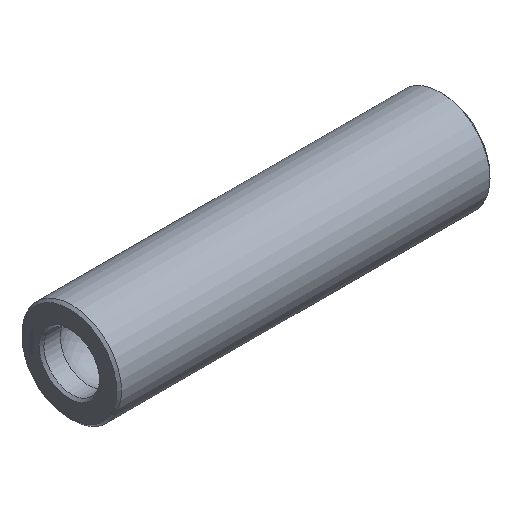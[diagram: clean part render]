
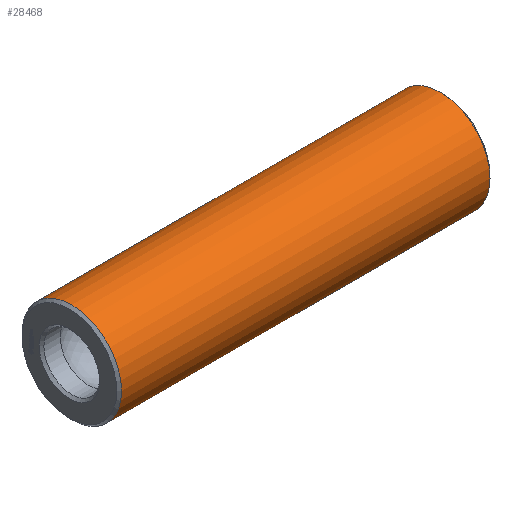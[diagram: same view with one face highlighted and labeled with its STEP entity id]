
A CAD part, isometric view. The second image highlights one B-rep face of the part: STEP entity #28468.
In plain terms, the highlighted cylindrical face has radius 6.25 mm (diameter 12.5 mm), a full revolution.
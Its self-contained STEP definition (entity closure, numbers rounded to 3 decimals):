
#237 = CONICAL_SURFACE('',#238,6.25,0.785);
#238 = AXIS2_PLACEMENT_3D('',#239,#240,#241);
#239 = CARTESIAN_POINT('',(0.3,0.,0.));
#240 = DIRECTION('',(1.,0.,0.));
#241 = DIRECTION('',(0.,0.,1.));
#10651 = VERTEX_POINT('',#10652);
#10652 = CARTESIAN_POINT('',(0.3,0.,6.25));
#10675 = EDGE_CURVE('',#10651,#10651,#10676,.T.);
#10676 = SURFACE_CURVE('',#10677,(#10682,#10689),.PCURVE_S1.);
#10677 = CIRCLE('',#10678,6.25);
#10678 = AXIS2_PLACEMENT_3D('',#10679,#10680,#10681);
#10679 = CARTESIAN_POINT('',(0.3,0.,0.));
#10680 = DIRECTION('',(1.,0.,0.));
#10681 = DIRECTION('',(0.,0.,1.));
#10682 = PCURVE('',#237,#10683);
#10683 = DEFINITIONAL_REPRESENTATION('',(#10684),#10688);
#10684 = LINE('',#10685,#10686);
#10685 = CARTESIAN_POINT('',(0.,0.));
#10686 = VECTOR('',#10687,1.);
#10687 = DIRECTION('',(1.,0.));
#10688 = ( GEOMETRIC_REPRESENTATION_CONTEXT(2) 
PARAMETRIC_REPRESENTATION_CONTEXT() REPRESENTATION_CONTEXT('2D SPACE',''
  ) );
#10689 = PCURVE('',#10690,#10695);
#10690 = CYLINDRICAL_SURFACE('',#10691,6.25);
#10691 = AXIS2_PLACEMENT_3D('',#10692,#10693,#10694);
#10692 = CARTESIAN_POINT('',(0.,0.,0.));
#10693 = DIRECTION('',(1.,0.,0.));
#10694 = DIRECTION('',(0.,0.,1.));
#10695 = DEFINITIONAL_REPRESENTATION('',(#10696),#10700);
#10696 = LINE('',#10697,#10698);
#10697 = CARTESIAN_POINT('',(0.,0.3));
#10698 = VECTOR('',#10699,1.);
#10699 = DIRECTION('',(1.,0.));
#10700 = ( GEOMETRIC_REPRESENTATION_CONTEXT(2) 
PARAMETRIC_REPRESENTATION_CONTEXT() REPRESENTATION_CONTEXT('2D SPACE',''
  ) );
#28468 = ADVANCED_FACE('',(#28469),#10690,.T.);
#28469 = FACE_BOUND('',#28470,.T.);
#28470 = EDGE_LOOP('',(#28471,#28494,#28495,#28496));
#28471 = ORIENTED_EDGE('',*,*,#28472,.F.);
#28472 = EDGE_CURVE('',#10651,#28473,#28475,.T.);
#28473 = VERTEX_POINT('',#28474);
#28474 = CARTESIAN_POINT('',(46.575,0.,6.25));
#28475 = SEAM_CURVE('',#28476,(#28480,#28487),.PCURVE_S1.);
#28476 = LINE('',#28477,#28478);
#28477 = CARTESIAN_POINT('',(0.,0.,6.25));
#28478 = VECTOR('',#28479,1.);
#28479 = DIRECTION('',(1.,0.,0.));
#28480 = PCURVE('',#10690,#28481);
#28481 = DEFINITIONAL_REPRESENTATION('',(#28482),#28486);
#28482 = LINE('',#28483,#28484);
#28483 = CARTESIAN_POINT('',(0.,0.));
#28484 = VECTOR('',#28485,1.);
#28485 = DIRECTION('',(0.,1.));
#28486 = ( GEOMETRIC_REPRESENTATION_CONTEXT(2) 
PARAMETRIC_REPRESENTATION_CONTEXT() REPRESENTATION_CONTEXT('2D SPACE',''
  ) );
#28487 = PCURVE('',#10690,#28488);
#28488 = DEFINITIONAL_REPRESENTATION('',(#28489),#28493);
#28489 = LINE('',#28490,#28491);
#28490 = CARTESIAN_POINT('',(6.283,0.));
#28491 = VECTOR('',#28492,1.);
#28492 = DIRECTION('',(0.,1.));
#28493 = ( GEOMETRIC_REPRESENTATION_CONTEXT(2) 
PARAMETRIC_REPRESENTATION_CONTEXT() REPRESENTATION_CONTEXT('2D SPACE',''
  ) );
#28494 = ORIENTED_EDGE('',*,*,#10675,.T.);
#28495 = ORIENTED_EDGE('',*,*,#28472,.T.);
#28496 = ORIENTED_EDGE('',*,*,#28497,.F.);
#28497 = EDGE_CURVE('',#28473,#28473,#28498,.T.);
#28498 = SURFACE_CURVE('',#28499,(#28504,#28511),.PCURVE_S1.);
#28499 = CIRCLE('',#28500,6.25);
#28500 = AXIS2_PLACEMENT_3D('',#28501,#28502,#28503);
#28501 = CARTESIAN_POINT('',(46.575,0.,0.));
#28502 = DIRECTION('',(1.,0.,0.));
#28503 = DIRECTION('',(0.,0.,1.));
#28504 = PCURVE('',#10690,#28505);
#28505 = DEFINITIONAL_REPRESENTATION('',(#28506),#28510);
#28506 = LINE('',#28507,#28508);
#28507 = CARTESIAN_POINT('',(0.,46.575));
#28508 = VECTOR('',#28509,1.);
#28509 = DIRECTION('',(1.,0.));
#28510 = ( GEOMETRIC_REPRESENTATION_CONTEXT(2) 
PARAMETRIC_REPRESENTATION_CONTEXT() REPRESENTATION_CONTEXT('2D SPACE',''
  ) );
#28511 = PCURVE('',#28512,#28517);
#28512 = CONICAL_SURFACE('',#28513,6.25,0.785);
#28513 = AXIS2_PLACEMENT_3D('',#28514,#28515,#28516);
#28514 = CARTESIAN_POINT('',(46.575,0.,0.));
#28515 = DIRECTION('',(-1.,-0.,-0.));
#28516 = DIRECTION('',(0.,0.,1.));
#28517 = DEFINITIONAL_REPRESENTATION('',(#28518),#28522);
#28518 = LINE('',#28519,#28520);
#28519 = CARTESIAN_POINT('',(-0.,-0.));
#28520 = VECTOR('',#28521,1.);
#28521 = DIRECTION('',(-1.,-0.));
#28522 = ( GEOMETRIC_REPRESENTATION_CONTEXT(2) 
PARAMETRIC_REPRESENTATION_CONTEXT() REPRESENTATION_CONTEXT('2D SPACE',''
  ) );
